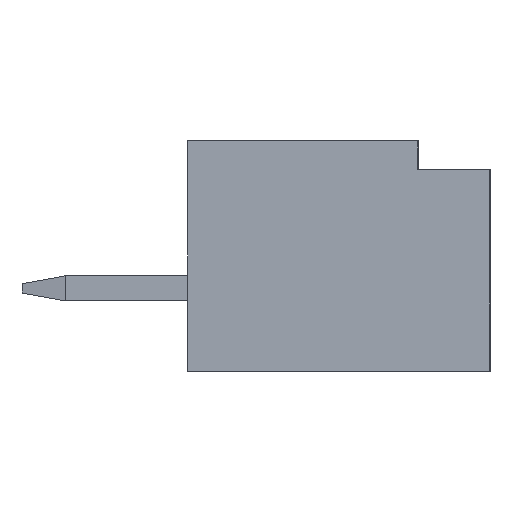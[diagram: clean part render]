
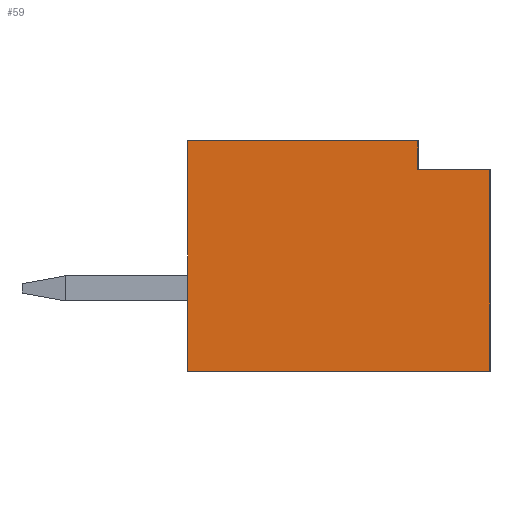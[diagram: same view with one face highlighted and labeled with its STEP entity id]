
A CAD part, left-side view. The second image highlights one B-rep face of the part: STEP entity #59.
In plain terms, the highlighted planar face has unit normal (-1, 0, 0).
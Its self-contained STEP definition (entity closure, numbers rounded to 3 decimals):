
#59=ADVANCED_FACE('',(#235),#236,.F.);
#235=FACE_OUTER_BOUND('',#568,.T.);
#236=PLANE('',#569);
#568=EDGE_LOOP('',(#989,#990,#991,#992,#993,#994));
#569=AXIS2_PLACEMENT_3D('',#995,#996,#997);
#989=ORIENTED_EDGE('',*,*,#2239,.T.);
#990=ORIENTED_EDGE('',*,*,#2240,.T.);
#991=ORIENTED_EDGE('',*,*,#2224,.F.);
#992=ORIENTED_EDGE('',*,*,#2241,.T.);
#993=ORIENTED_EDGE('',*,*,#2212,.T.);
#994=ORIENTED_EDGE('',*,*,#2242,.F.);
#995=CARTESIAN_POINT('',(-4.625,5.2,3.2));
#996=DIRECTION('',(1.0,0.0,0.0));
#997=DIRECTION('',(0.0,1.0,0.0));
#2212=EDGE_CURVE('',#2666,#2667,#2668,.T.);
#2224=EDGE_CURVE('',#2690,#2691,#2692,.T.);
#2239=EDGE_CURVE('',#2719,#2720,#2721,.T.);
#2240=EDGE_CURVE('',#2720,#2691,#2722,.T.);
#2241=EDGE_CURVE('',#2690,#2666,#2723,.T.);
#2242=EDGE_CURVE('',#2719,#2667,#2724,.T.);
#2666=VERTEX_POINT('',#3370);
#2667=VERTEX_POINT('',#3371);
#2668=LINE('',#3372,#3373);
#2690=VERTEX_POINT('',#3406);
#2691=VERTEX_POINT('',#3407);
#2692=LINE('',#3408,#3409);
#2719=VERTEX_POINT('',#3450);
#2720=VERTEX_POINT('',#3451);
#2721=LINE('',#3452,#3453);
#2722=LINE('',#3454,#3455);
#2723=LINE('',#3456,#3457);
#2724=LINE('',#3458,#3459);
#3370=CARTESIAN_POINT('',(-4.625,5.2,0.0));
#3371=CARTESIAN_POINT('',(-4.625,1.0,0.0));
#3372=CARTESIAN_POINT('',(-4.625,5.2,0.0));
#3373=VECTOR('',#4344,1.0);
#3406=CARTESIAN_POINT('',(-4.625,5.2,3.2));
#3407=CARTESIAN_POINT('',(-4.625,2.0,3.2));
#3408=CARTESIAN_POINT('',(-4.625,5.2,3.2));
#3409=VECTOR('',#4356,1.0);
#3450=CARTESIAN_POINT('',(-4.625,1.0,2.8));
#3451=CARTESIAN_POINT('',(-4.625,2.0,2.8));
#3452=CARTESIAN_POINT('',(-4.625,1.0,2.8));
#3453=VECTOR('',#4371,1.0);
#3454=CARTESIAN_POINT('',(-4.625,2.0,2.8));
#3455=VECTOR('',#4372,1.0);
#3456=CARTESIAN_POINT('',(-4.625,5.2,3.2));
#3457=VECTOR('',#4373,1.0);
#3458=CARTESIAN_POINT('',(-4.625,1.0,3.2));
#3459=VECTOR('',#4374,1.0);
#4344=DIRECTION('',(0.0,-1.0,0.0));
#4356=DIRECTION('',(0.0,-1.0,0.0));
#4371=DIRECTION('',(0.0,1.0,0.0));
#4372=DIRECTION('',(0.0,0.0,1.0));
#4373=DIRECTION('',(0.0,0.0,-1.0));
#4374=DIRECTION('',(0.0,0.0,-1.0));
